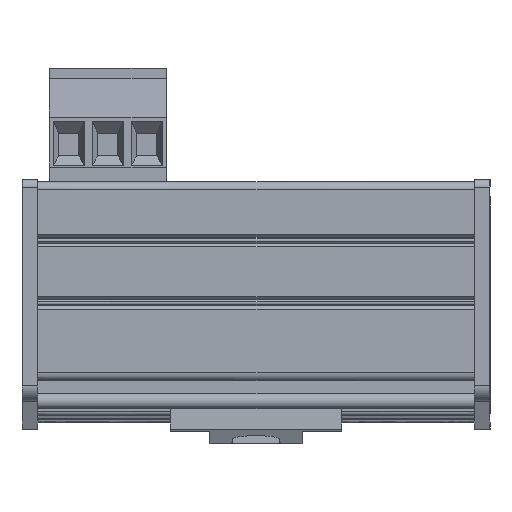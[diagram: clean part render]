
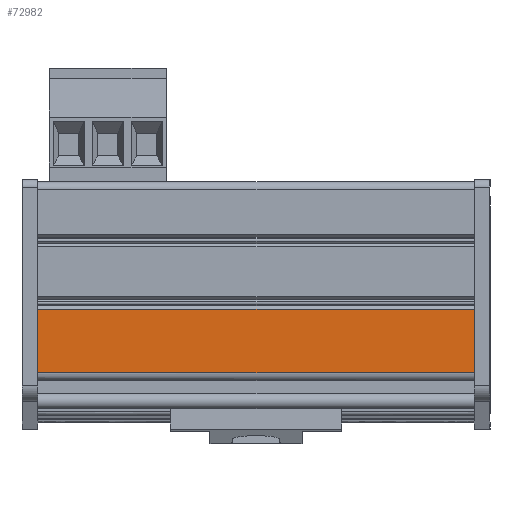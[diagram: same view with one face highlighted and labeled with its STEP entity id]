
A CAD part, front view. The second image highlights one B-rep face of the part: STEP entity #72982.
In plain terms, the highlighted free-form (B-spline) face has degree [1, 1] with [2, 2] control points.
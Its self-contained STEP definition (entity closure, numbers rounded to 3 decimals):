
#51574 = VERTEX_POINT('',#51575);
#51575 = CARTESIAN_POINT('',(26.882,-54.244,
    10.273));
#51580 = EDGE_CURVE('',#51581,#51574,#51583,.T.);
#51581 = VERTEX_POINT('',#51582);
#51582 = CARTESIAN_POINT('',(26.882,-54.244,
    2.4));
#51583 = B_SPLINE_CURVE_WITH_KNOTS('',1,(#51584,#51585),.UNSPECIFIED.,
  .F.,.F.,(2,2),(0.,8.2),.PIECEWISE_BEZIER_KNOTS.);
#51584 = CARTESIAN_POINT('',(26.882,-54.244,
    2.4));
#51585 = CARTESIAN_POINT('',(26.882,-54.244,
    10.273));
#72964 = EDGE_CURVE('',#51574,#72965,#72967,.T.);
#72965 = VERTEX_POINT('',#72966);
#72966 = CARTESIAN_POINT('',(-26.882,-54.244,
    10.273));
#72967 = B_SPLINE_CURVE_WITH_KNOTS('',1,(#72968,#72969),.UNSPECIFIED.,
  .F.,.F.,(2,2),(-13.5,42.5),.PIECEWISE_BEZIER_KNOTS.);
#72968 = CARTESIAN_POINT('',(26.882,-54.244,
    10.273));
#72969 = CARTESIAN_POINT('',(-26.882,-54.244,
    10.273));
#72982 = ADVANCED_FACE('',(#72983),#72999,.T.);
#72983 = FACE_BOUND('',#72984,.T.);
#72984 = EDGE_LOOP('',(#72985,#72986,#72993,#72998));
#72985 = ORIENTED_EDGE('',*,*,#72964,.T.);
#72986 = ORIENTED_EDGE('',*,*,#72987,.T.);
#72987 = EDGE_CURVE('',#72965,#72988,#72990,.T.);
#72988 = VERTEX_POINT('',#72989);
#72989 = CARTESIAN_POINT('',(-26.882,-54.244,
    2.4));
#72990 = B_SPLINE_CURVE_WITH_KNOTS('',1,(#72991,#72992),.UNSPECIFIED.,
  .F.,.F.,(2,2),(0.,8.2),.PIECEWISE_BEZIER_KNOTS.);
#72991 = CARTESIAN_POINT('',(-26.882,-54.244,
    10.273));
#72992 = CARTESIAN_POINT('',(-26.882,-54.244,
    2.4));
#72993 = ORIENTED_EDGE('',*,*,#72994,.T.);
#72994 = EDGE_CURVE('',#72988,#51581,#72995,.T.);
#72995 = B_SPLINE_CURVE_WITH_KNOTS('',1,(#72996,#72997),.UNSPECIFIED.,
  .F.,.F.,(2,2),(0.,56.),.PIECEWISE_BEZIER_KNOTS.);
#72996 = CARTESIAN_POINT('',(-26.882,-54.244,
    2.4));
#72997 = CARTESIAN_POINT('',(26.882,-54.244,
    2.4));
#72998 = ORIENTED_EDGE('',*,*,#51580,.T.);
#72999 = B_SPLINE_SURFACE_WITH_KNOTS('',1,1,(
    (#73000,#73001)
    ,(#73002,#73003
    )),.UNSPECIFIED.,.F.,.F.,.F.,(2,2),(2,2),(-9.2,-1.),(-42.5,13.5),
  .PIECEWISE_BEZIER_KNOTS.);
#73000 = CARTESIAN_POINT('',(-26.882,-54.244,
    10.273));
#73001 = CARTESIAN_POINT('',(26.882,-54.244,
    10.273));
#73002 = CARTESIAN_POINT('',(-26.882,-54.244,
    2.4));
#73003 = CARTESIAN_POINT('',(26.882,-54.244,
    2.4));
